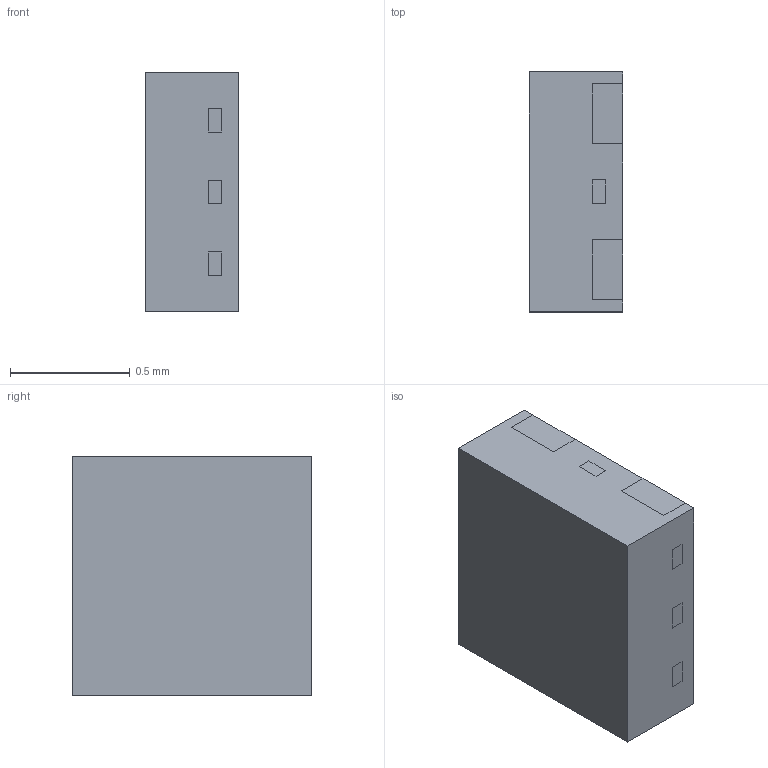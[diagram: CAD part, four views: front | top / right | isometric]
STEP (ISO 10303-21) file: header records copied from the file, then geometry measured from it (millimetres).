
FILE_DESCRIPTION(/* description */ ('Unknown'),/* implementation_level */ '2;1');
FILE_NAME(/* name */ 'DFN1010H4B-4',/* time_stamp */ '2020-09-10T16:47:29+08:00',/* author */ ('Unknown'),/* organization */ ('Unknown'),/* preprocessor_version */ 'ST-DEVELOPER v16.7',/* originating_system */ 'DEX',/* authorisation */ $);
FILE_SCHEMA (('AUTOMOTIVE_DESIGN {1 0 10303 214 3 1 1}'));
Length unit declared in the file: millimetre
Products named in the file (3): DFN1010H4B-4; Compound; LDF
Assembly tree (2 placements, depth 2):
  DFN1010H4B-4
    Compound
    LDF
Bounding box: 0.39 x 1 x 1 mm (x, y, z)
Volume: 0.4 mm3; surface area: 6.7 mm2
Topology: 6 solids, 6 shells, 167 faces, 480 edges, 320 vertices
Faces by surface type: plane 149, cylinder 18
Entity records: 6107 total; most frequent: CARTESIAN_POINT 970, ORIENTED_EDGE 960, DIRECTION 856, EDGE_CURVE 480, LINE 444, VECTOR 444, VERTEX_POINT 320, AXIS2_PLACEMENT_3D 206
